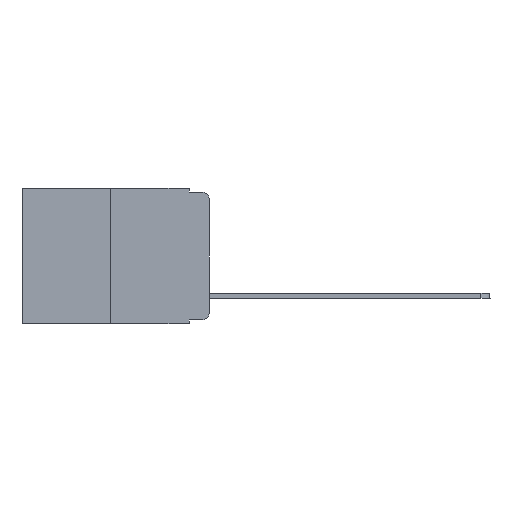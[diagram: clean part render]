
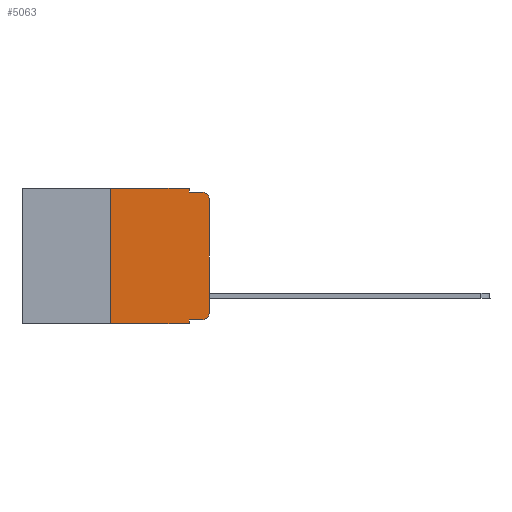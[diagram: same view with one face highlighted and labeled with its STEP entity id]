
A CAD part, left-side view. The second image highlights one B-rep face of the part: STEP entity #5063.
In plain terms, the highlighted planar face has unit normal (-1, 0, 0).
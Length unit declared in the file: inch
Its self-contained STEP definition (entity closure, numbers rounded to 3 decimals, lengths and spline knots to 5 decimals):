
#153 = VECTOR ( 'NONE', #12561, 39.37008 ) ;
#233 = ORIENTED_EDGE ( 'NONE', *, *, #6510, .T. ) ;
#267 = CARTESIAN_POINT ( 'NONE',  ( 0., 0., -0.313 ) ) ;
#302 = CARTESIAN_POINT ( 'NONE',  ( 0., 0.051, -0.01 ) ) ;
#726 = ORIENTED_EDGE ( 'NONE', *, *, #6445, .T. ) ;
#730 = AXIS2_PLACEMENT_3D ( 'NONE', #10678, #3924, #1703 ) ;
#1027 = ORIENTED_EDGE ( 'NONE', *, *, #3716, .T. ) ;
#1294 = VERTEX_POINT ( 'NONE', #5613 ) ;
#1318 = LINE ( 'NONE', #4539, #7082 ) ;
#1319 = VERTEX_POINT ( 'NONE', #13386 ) ;
#1358 = ORIENTED_EDGE ( 'NONE', *, *, #7577, .F. ) ;
#1425 = EDGE_CURVE ( 'NONE', #4398, #7096, #9633, .T. ) ;
#1644 = CARTESIAN_POINT ( 'NONE',  ( 0., 0., 0. ) ) ;
#1679 = VECTOR ( 'NONE', #11526, 39.37008 ) ;
#1703 = DIRECTION ( 'NONE',  ( 0., 0., -1. ) ) ;
#2255 = VECTOR ( 'NONE', #5970, 39.37008 ) ;
#2260 = LINE ( 'NONE', #8098, #4333 ) ;
#2487 = VECTOR ( 'NONE', #11589, 39.37008 ) ;
#2557 = EDGE_CURVE ( 'NONE', #5687, #9288, #2908, .T. ) ;
#2582 = CARTESIAN_POINT ( 'NONE',  ( 0., 0.25, 0. ) ) ;
#2908 = CIRCLE ( 'NONE', #9788, 0.02 ) ;
#3489 = VECTOR ( 'NONE', #6150, 39.37008 ) ;
#3509 = EDGE_CURVE ( 'NONE', #7096, #9288, #6741, .T. ) ;
#3671 = LINE ( 'NONE', #2582, #3489 ) ;
#3716 = EDGE_CURVE ( 'NONE', #13726, #10572, #12395, .T. ) ;
#3720 = VECTOR ( 'NONE', #7805, 39.37008 ) ;
#3746 = CARTESIAN_POINT ( 'NONE',  ( 0., 0.051, 0. ) ) ;
#3922 = EDGE_CURVE ( 'NONE', #4847, #4398, #2260, .T. ) ;
#3924 = DIRECTION ( 'NONE',  ( 1., 0., 0. ) ) ;
#3964 = FACE_OUTER_BOUND ( 'NONE', #4097, .T. ) ;
#4097 = EDGE_LOOP ( 'NONE', ( #7648, #13306, #10240, #12559, #5349, #12310, #233, #1358, #726, #1027 ) ) ;
#4333 = VECTOR ( 'NONE', #6998, 39.37008 ) ;
#4398 = VERTEX_POINT ( 'NONE', #14302 ) ;
#4539 = CARTESIAN_POINT ( 'NONE',  ( 0., 0.051, -0.333 ) ) ;
#4847 = VERTEX_POINT ( 'NONE', #9533 ) ;
#5063 = ADVANCED_FACE ( 'NONE', ( #3964 ), #13032, .F. ) ;
#5349 = ORIENTED_EDGE ( 'NONE', *, *, #3922, .F. ) ;
#5613 = CARTESIAN_POINT ( 'NONE',  ( 0., 0.051, -0.343 ) ) ;
#5687 = VERTEX_POINT ( 'NONE', #6364 ) ;
#5970 = DIRECTION ( 'NONE',  ( 0., 0., -1. ) ) ;
#6039 = LINE ( 'NONE', #12466, #1679 ) ;
#6150 = DIRECTION ( 'NONE',  ( 0., 0., 1. ) ) ;
#6362 = CARTESIAN_POINT ( 'NONE',  ( 0., 0.02, -0.313 ) ) ;
#6364 = CARTESIAN_POINT ( 'NONE',  ( 0., 0., -0.03 ) ) ;
#6445 = EDGE_CURVE ( 'NONE', #12666, #13726, #1318, .T. ) ;
#6510 = EDGE_CURVE ( 'NONE', #1319, #1294, #6039, .T. ) ;
#6741 = LINE ( 'NONE', #302, #153 ) ;
#6795 = CARTESIAN_POINT ( 'NONE',  ( 0., 0.02, -0.333 ) ) ;
#6840 = DIRECTION ( 'NONE',  ( -1., 0., 0. ) ) ;
#6998 = DIRECTION ( 'NONE',  ( 0., -1., 0. ) ) ;
#7082 = VECTOR ( 'NONE', #13351, 39.37008 ) ;
#7096 = VERTEX_POINT ( 'NONE', #13559 ) ;
#7556 = DIRECTION ( 'NONE',  ( -1., 0., 0. ) ) ;
#7577 = EDGE_CURVE ( 'NONE', #12666, #1294, #10382, .T. ) ;
#7648 = ORIENTED_EDGE ( 'NONE', *, *, #13391, .T. ) ;
#7805 = DIRECTION ( 'NONE',  ( 0., 0., -1. ) ) ;
#8086 = DIRECTION ( 'NONE',  ( 0., 0., -1. ) ) ;
#8098 = CARTESIAN_POINT ( 'NONE',  ( 0., 0.473, 0. ) ) ;
#8641 = DIRECTION ( 'NONE',  ( 0., 0., -1. ) ) ;
#9159 = CARTESIAN_POINT ( 'NONE',  ( 0., 0.02, -0.03 ) ) ;
#9288 = VERTEX_POINT ( 'NONE', #13640 ) ;
#9533 = CARTESIAN_POINT ( 'NONE',  ( 0., 0.25, 0. ) ) ;
#9633 = LINE ( 'NONE', #3746, #2255 ) ;
#9788 = AXIS2_PLACEMENT_3D ( 'NONE', #9159, #6840, #8086 ) ;
#10240 = ORIENTED_EDGE ( 'NONE', *, *, #3509, .F. ) ;
#10382 = LINE ( 'NONE', #12234, #3720 ) ;
#10572 = VERTEX_POINT ( 'NONE', #267 ) ;
#10678 = CARTESIAN_POINT ( 'NONE',  ( 0., 0.473, 0. ) ) ;
#11526 = DIRECTION ( 'NONE',  ( 0., -1., 0. ) ) ;
#11589 = DIRECTION ( 'NONE',  ( 0., 0., 1. ) ) ;
#12099 = LINE ( 'NONE', #1644, #2487 ) ;
#12234 = CARTESIAN_POINT ( 'NONE',  ( 0., 0.051, 0. ) ) ;
#12310 = ORIENTED_EDGE ( 'NONE', *, *, #12742, .F. ) ;
#12395 = CIRCLE ( 'NONE', #12863, 0.02 ) ;
#12466 = CARTESIAN_POINT ( 'NONE',  ( 0., 0.473, -0.343 ) ) ;
#12559 = ORIENTED_EDGE ( 'NONE', *, *, #1425, .F. ) ;
#12561 = DIRECTION ( 'NONE',  ( 0., -1., 0. ) ) ;
#12666 = VERTEX_POINT ( 'NONE', #13857 ) ;
#12742 = EDGE_CURVE ( 'NONE', #1319, #4847, #3671, .T. ) ;
#12863 = AXIS2_PLACEMENT_3D ( 'NONE', #6362, #7556, #8641 ) ;
#13032 = PLANE ( 'NONE',  #730 ) ;
#13306 = ORIENTED_EDGE ( 'NONE', *, *, #2557, .T. ) ;
#13351 = DIRECTION ( 'NONE',  ( 0., -1., 0. ) ) ;
#13386 = CARTESIAN_POINT ( 'NONE',  ( 0., 0.25, -0.343 ) ) ;
#13391 = EDGE_CURVE ( 'NONE', #10572, #5687, #12099, .T. ) ;
#13559 = CARTESIAN_POINT ( 'NONE',  ( 0., 0.051, -0.01 ) ) ;
#13640 = CARTESIAN_POINT ( 'NONE',  ( 0., 0.02, -0.01 ) ) ;
#13726 = VERTEX_POINT ( 'NONE', #6795 ) ;
#13857 = CARTESIAN_POINT ( 'NONE',  ( 0., 0.051, -0.333 ) ) ;
#14302 = CARTESIAN_POINT ( 'NONE',  ( 0., 0.051, 0. ) ) ;
